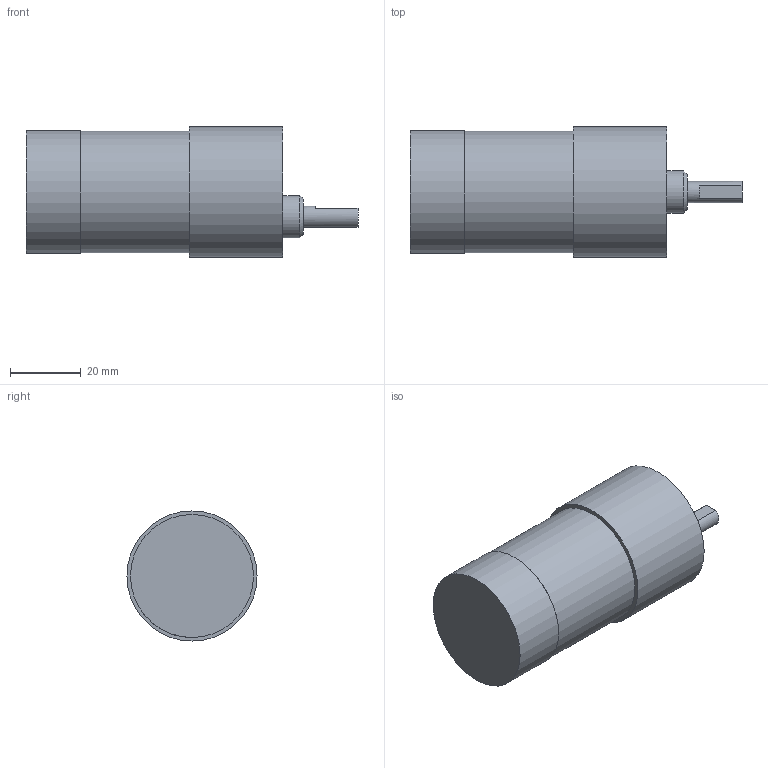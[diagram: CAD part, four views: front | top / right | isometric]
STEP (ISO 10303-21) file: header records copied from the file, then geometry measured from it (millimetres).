
FILE_DESCRIPTION(/* description */ (''),/* implementation_level */ '2;1');
FILE_NAME(/* name */ 'Pololu37D.stp',/* time_stamp */ '2020-12-01T18:36:41-06:00',/* author */ (''),/* organization */ (''),/* preprocessor_version */ 'ST-DEVELOPER v16',/* originating_system */ 'SIEMENS PLM Software NX 10.0',/* authorisation */ '');
FILE_SCHEMA (('AUTOMOTIVE_DESIGN { 1 0 10303 214 3 1 1 1 }'));
Length unit declared in the file: millimetre
Products named in the file (1): Pololu37D
Bounding box: 93.9 x 36.8 x 36.8 mm (x, y, z)
Volume: 72106.8 mm3; surface area: 11092.2 mm2
Topology: 1 solids, 1 shells, 31 faces, 53 edges, 35 vertices
Faces by surface type: plane 19, cylinder 11, cone 1
Full cylindrical faces by diameter (mm): 3 x6, 6 x1, 12 x1, 34.4 x1, 34.8 x1, 36.8 x1
Entity records: 700 total; most frequent: DIRECTION 130, CARTESIAN_POINT 106, ORIENTED_EDGE 80, AXIS2_PLACEMENT_3D 58, EDGE_LOOP 54, EDGE_CURVE 40, FACE_BOUND 39, VERTEX_POINT 34
